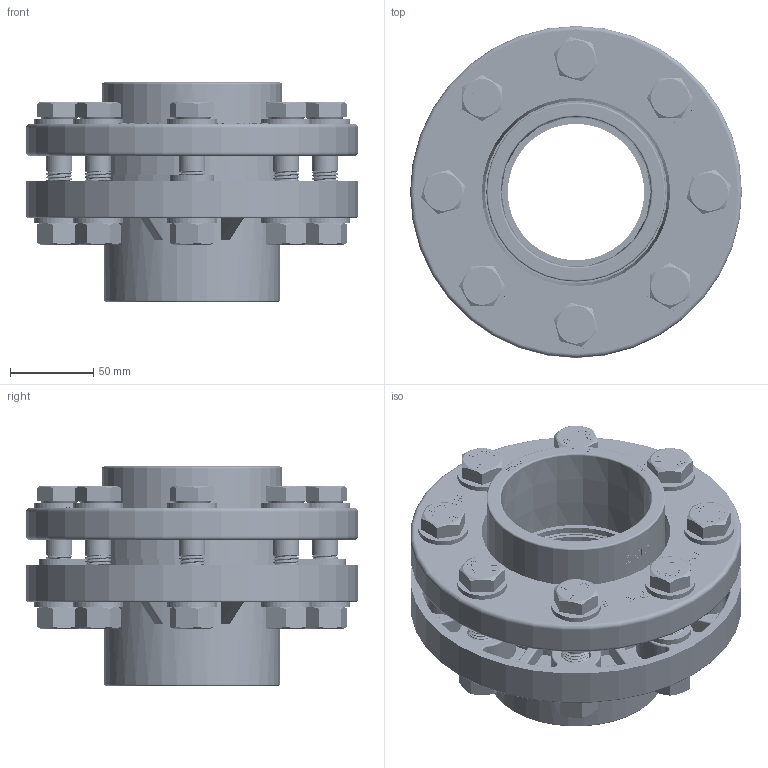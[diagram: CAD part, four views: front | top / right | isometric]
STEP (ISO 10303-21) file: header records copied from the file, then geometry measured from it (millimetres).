
FILE_DESCRIPTION(/* description */ (''),/* implementation_level */ '2;1');
FILE_NAME(/* name */ 'AF0708.V4A.090.step',/* time_stamp */ '2026-02-13T11:55:11+01:00',/* author */ (''),/* organization */ (''),/* preprocessor_version */ 'ST-DEVELOPER v20.1',/* originating_system */ 'Autodesk Translation Framework v14.24.0.0',/* authorisation */ '');
FILE_SCHEMA (('AUTOMOTIVE_DESIGN { 1 0 10303 214 3 1 1 }'));
Length unit declared in the file: millimetre
Products named in the file (7): 2026-02-13-07-50-12-920; 2026-02-13-08-51-43-319; 2026-02-13-08-51-36-358; 2026-02-13-08-51-48-582; 2026-02-13-10-23-30-893; DIN 125 - A 17 Stahl 100 HV Einfach; 2026-02-13-11-53-01-276
Assembly tree (28 placements, depth 2):
  2026-02-13-07-50-12-920
    2026-02-13-08-51-43-319
    2026-02-13-08-51-36-358
    2026-02-13-08-51-48-582
    2026-02-13-10-23-30-893
    2026-02-13-11-53-01-276  x8
    DIN 125 - A 17 Stahl 100 HV Einfach  x16
Bounding box: 199.9 x 199.9 x 132.45 mm (x, y, z)
Volume: 1227104 mm3; surface area: 372328.4 mm2
Topology: 36 solids, 36 shells, 2769 faces, 7307 edges, 4818 vertices
Faces by surface type: plane 1180, bspline 745, cylinder 677, torus 88, cone 79
Full cylindrical faces by diameter (mm): 3.5 x1, 4.667 x1, 13.534 x144, 14.023 x32, 15.822 x152, 16.25 x32, 17 x16, 18 x16, 19 x2, 30 x16, 82.2 x1, 84.1 x1, 85.8 x1, 90 x1, 105.5 x1, 108 x1, 109.8 x1, 121.8 x1, 199.6 x1, 199.9 x1
Entity records: 123504 total; most frequent: CARTESIAN_POINT 66210, ORIENTED_EDGE 13412, DIRECTION 9063, EDGE_CURVE 6706, VERTEX_POINT 4429, LINE 3639, VECTOR 3639, EDGE_LOOP 2769
